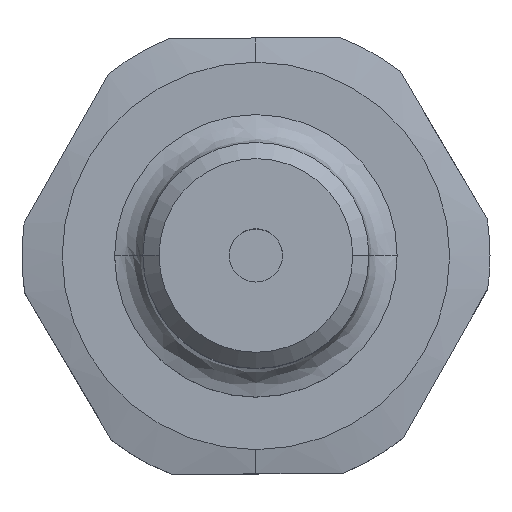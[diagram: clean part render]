
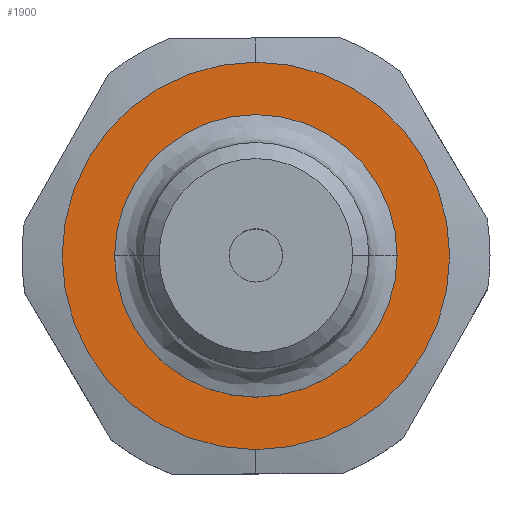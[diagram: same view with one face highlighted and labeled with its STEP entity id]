
A CAD part, top view. The second image highlights one B-rep face of the part: STEP entity #1900.
In plain terms, the highlighted planar face has unit normal (0, 0, 1).
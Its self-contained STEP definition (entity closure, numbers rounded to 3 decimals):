
#17 = DIRECTION ( 'NONE',  ( 0., 0., 1. ) ) ;
#76 = AXIS2_PLACEMENT_3D ( 'NONE', #2471, #2597, #1922 ) ;
#121 = CARTESIAN_POINT ( 'NONE',  ( -8.75, 0., 6.75 ) ) ;
#123 = CARTESIAN_POINT ( 'NONE',  ( 0., 0., 6.75 ) ) ;
#176 = DIRECTION ( 'NONE',  ( 0., 1., 0. ) ) ;
#265 = AXIS2_PLACEMENT_3D ( 'NONE', #1732, #17, #4182 ) ;
#404 = PLANE ( 'NONE',  #76 ) ;
#630 = VERTEX_POINT ( 'NONE', #2778 ) ;
#858 = EDGE_CURVE ( 'NONE', #630, #1286, #3113, .T. ) ;
#869 = AXIS2_PLACEMENT_3D ( 'NONE', #123, #3515, #1419 ) ;
#1216 = CARTESIAN_POINT ( 'NONE',  ( 0., 0., 6.75 ) ) ;
#1286 = VERTEX_POINT ( 'NONE', #121 ) ;
#1369 = FACE_BOUND ( 'NONE', #3452, .T. ) ;
#1419 = DIRECTION ( 'NONE',  ( 0., 1., 0. ) ) ;
#1475 = ORIENTED_EDGE ( 'NONE', *, *, #3728, .F. ) ;
#1499 = CARTESIAN_POINT ( 'NONE',  ( 0., 0., 6.75 ) ) ;
#1618 = AXIS2_PLACEMENT_3D ( 'NONE', #1499, #2255, #176 ) ;
#1632 = CIRCLE ( 'NONE', #265, 8.75 ) ;
#1732 = CARTESIAN_POINT ( 'NONE',  ( 0., 0., 6.75 ) ) ;
#1900 = ADVANCED_FACE ( 'NONE', ( #4029, #1369 ), #404, .T. ) ;
#1922 = DIRECTION ( 'NONE',  ( 1., 0., 0. ) ) ;
#1960 = EDGE_CURVE ( 'NONE', #3260, #2723, #4401, .T. ) ;
#1966 = CARTESIAN_POINT ( 'NONE',  ( 0., -12., 6.75 ) ) ;
#2052 = EDGE_LOOP ( 'NONE', ( #3769, #2636 ) ) ;
#2255 = DIRECTION ( 'NONE',  ( 0., 0., 1. ) ) ;
#2471 = CARTESIAN_POINT ( 'NONE',  ( 7.674, 13.568, 6.75 ) ) ;
#2529 = DIRECTION ( 'NONE',  ( -1., 0., 0. ) ) ;
#2562 = EDGE_CURVE ( 'NONE', #2723, #3260, #3055, .T. ) ;
#2597 = DIRECTION ( 'NONE',  ( 0., 0., 1. ) ) ;
#2636 = ORIENTED_EDGE ( 'NONE', *, *, #2562, .T. ) ;
#2723 = VERTEX_POINT ( 'NONE', #1966 ) ;
#2778 = CARTESIAN_POINT ( 'NONE',  ( 8.75, 0., 6.75 ) ) ;
#3055 = CIRCLE ( 'NONE', #869, 12. ) ;
#3113 = CIRCLE ( 'NONE', #3880, 8.75 ) ;
#3260 = VERTEX_POINT ( 'NONE', #4395 ) ;
#3452 = EDGE_LOOP ( 'NONE', ( #1475, #4141 ) ) ;
#3515 = DIRECTION ( 'NONE',  ( 0., 0., 1. ) ) ;
#3728 = EDGE_CURVE ( 'NONE', #1286, #630, #1632, .T. ) ;
#3769 = ORIENTED_EDGE ( 'NONE', *, *, #1960, .T. ) ;
#3880 = AXIS2_PLACEMENT_3D ( 'NONE', #1216, #4329, #2529 ) ;
#4029 = FACE_OUTER_BOUND ( 'NONE', #2052, .T. ) ;
#4141 = ORIENTED_EDGE ( 'NONE', *, *, #858, .F. ) ;
#4182 = DIRECTION ( 'NONE',  ( -1., 0., 0. ) ) ;
#4329 = DIRECTION ( 'NONE',  ( 0., 0., 1. ) ) ;
#4395 = CARTESIAN_POINT ( 'NONE',  ( 0., 12., 6.75 ) ) ;
#4401 = CIRCLE ( 'NONE', #1618, 12. ) ;
